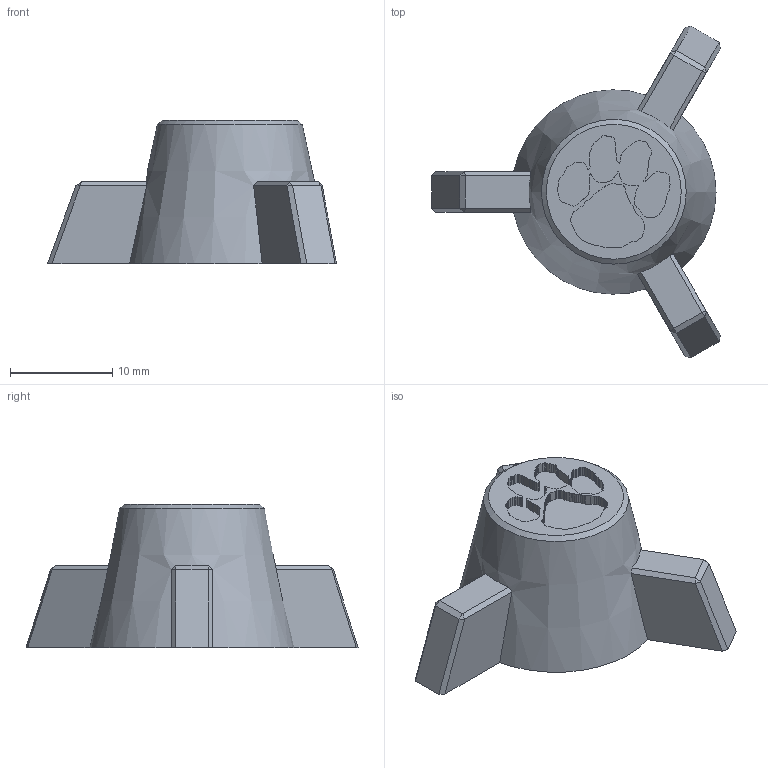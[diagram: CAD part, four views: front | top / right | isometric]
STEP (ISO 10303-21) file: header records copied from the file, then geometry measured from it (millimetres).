
FILE_DESCRIPTION(('FreeCAD Model'),'2;1');
FILE_NAME( 'knob.step', '2020-04-13T20:31:39',('Author'),(''), 'Open CASCADE STEP processor 7.3','FreeCAD','Unknown');
FILE_SCHEMA(('AUTOMOTIVE_DESIGN { 1 0 10303 214 1 1 1 1 }'));
Length unit declared in the file: millimetre
Products named in the file (1): Cut003004
Bounding box: 28.26 x 32.48 x 14 mm (x, y, z)
Volume: 3000.3 mm3; surface area: 2681.1 mm2
Topology: 1 solids, 1 shells, 588 faces, 1652 edges, 1062 vertices
Faces by surface type: plane 579, cylinder 6, cone 3
Entity records: 43109 total; most frequent: CARTESIAN_POINT 7938, DIRECTION 5066, LINE 3694, VECTOR 3694, ORIENTED_EDGE 3304, PCURVE 3304, DEFINITIONAL_REPRESENTATION 3304, EDGE_CURVE 1652
